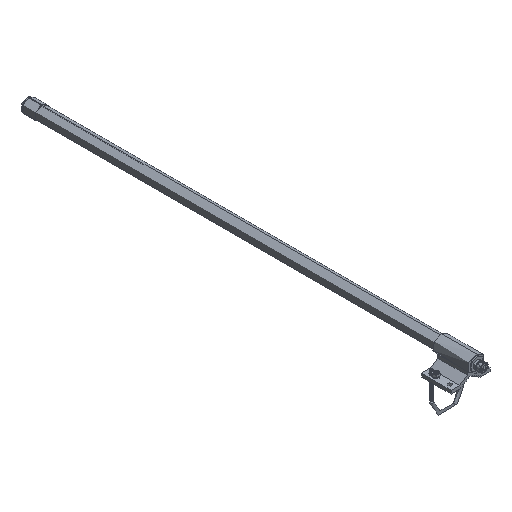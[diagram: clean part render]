
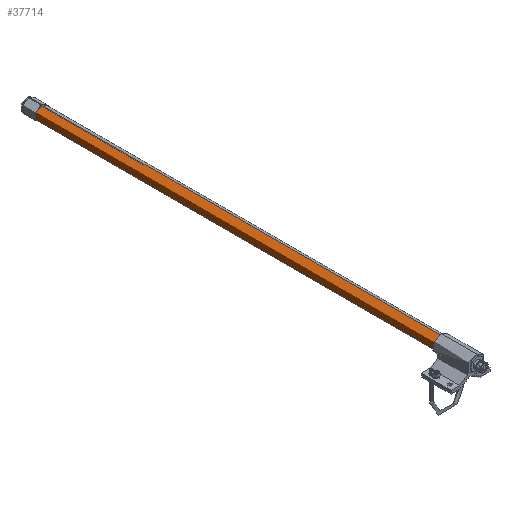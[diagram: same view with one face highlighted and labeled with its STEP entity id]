
A CAD part, isometric view. The second image highlights one B-rep face of the part: STEP entity #37714.
In plain terms, the highlighted cylindrical face has radius 12 mm (diameter 24 mm), a partial arc.
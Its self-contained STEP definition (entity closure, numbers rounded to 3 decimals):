
#2502 = VERTEX_POINT ( 'NONE', #38799 ) ;
#2520 = EDGE_CURVE ( 'NONE', #2502, #14924, #33954, .T. ) ;
#3992 = DIRECTION ( 'NONE',  ( 0., 1., 0. ) ) ;
#5887 = DIRECTION ( 'NONE',  ( 0., 0., -1. ) ) ;
#6525 = ORIENTED_EDGE ( 'NONE', *, *, #2520, .F. ) ;
#6672 = CIRCLE ( 'NONE', #41939, 12. ) ;
#7305 = CYLINDRICAL_SURFACE ( 'NONE', #41447, 12. ) ;
#7364 = VECTOR ( 'NONE', #40518, 1000. ) ;
#10645 = VECTOR ( 'NONE', #42658, 1000. ) ;
#12501 = CIRCLE ( 'NONE', #19996, 12. ) ;
#14871 = EDGE_LOOP ( 'NONE', ( #6525, #31878, #24707, #45572 ) ) ;
#14924 = VERTEX_POINT ( 'NONE', #28344 ) ;
#16746 = CARTESIAN_POINT ( 'NONE',  ( 0., 803.95, 0. ) ) ;
#17050 = DIRECTION ( 'NONE',  ( 0., -1., 0. ) ) ;
#19996 = AXIS2_PLACEMENT_3D ( 'NONE', #16746, #17050, #5887 ) ;
#21082 = DIRECTION ( 'NONE',  ( 0., 0., -1. ) ) ;
#21828 = LINE ( 'NONE', #36806, #7364 ) ;
#22433 = CARTESIAN_POINT ( 'NONE',  ( 0., 0., 0. ) ) ;
#24707 = ORIENTED_EDGE ( 'NONE', *, *, #36713, .T. ) ;
#26155 = DIRECTION ( 'NONE',  ( 0., 0., -1. ) ) ;
#28246 = VERTEX_POINT ( 'NONE', #40754 ) ;
#28344 = CARTESIAN_POINT ( 'NONE',  ( 0., 0., 12. ) ) ;
#31878 = ORIENTED_EDGE ( 'NONE', *, *, #37612, .T. ) ;
#31942 = CARTESIAN_POINT ( 'NONE',  ( 0., 803.95, 0. ) ) ;
#32199 = CARTESIAN_POINT ( 'NONE',  ( 0., 0., -12. ) ) ;
#32316 = EDGE_CURVE ( 'NONE', #34523, #14924, #6672, .T. ) ;
#33954 = LINE ( 'NONE', #42498, #10645 ) ;
#34523 = VERTEX_POINT ( 'NONE', #32199 ) ;
#36713 = EDGE_CURVE ( 'NONE', #28246, #34523, #21828, .T. ) ;
#36806 = CARTESIAN_POINT ( 'NONE',  ( 0., 803.95, -12. ) ) ;
#37612 = EDGE_CURVE ( 'NONE', #2502, #28246, #12501, .T. ) ;
#37714 = ADVANCED_FACE ( 'NONE', ( #40345 ), #7305, .T. ) ;
#38799 = CARTESIAN_POINT ( 'NONE',  ( 0., 803.95, 12. ) ) ;
#39734 = DIRECTION ( 'NONE',  ( 0., -1., 0. ) ) ;
#40345 = FACE_OUTER_BOUND ( 'NONE', #14871, .T. ) ;
#40518 = DIRECTION ( 'NONE',  ( 0., -1., 0. ) ) ;
#40754 = CARTESIAN_POINT ( 'NONE',  ( 0., 803.95, -12. ) ) ;
#41447 = AXIS2_PLACEMENT_3D ( 'NONE', #31942, #39734, #21082 ) ;
#41939 = AXIS2_PLACEMENT_3D ( 'NONE', #22433, #3992, #26155 ) ;
#42498 = CARTESIAN_POINT ( 'NONE',  ( 0., 803.95, 12. ) ) ;
#42658 = DIRECTION ( 'NONE',  ( 0., -1., 0. ) ) ;
#45572 = ORIENTED_EDGE ( 'NONE', *, *, #32316, .T. ) ;
